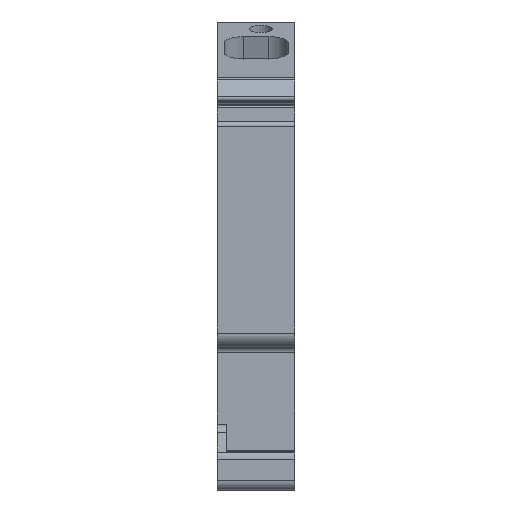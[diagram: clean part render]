
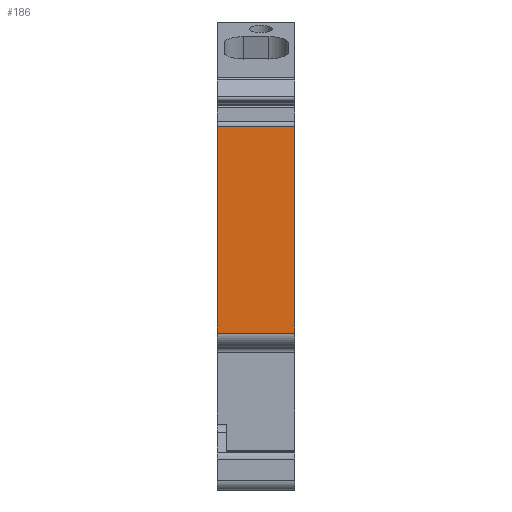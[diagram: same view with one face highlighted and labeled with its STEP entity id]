
A CAD part, left-side view. The second image highlights one B-rep face of the part: STEP entity #186.
In plain terms, the highlighted planar face has unit normal (-1, 0, 0).
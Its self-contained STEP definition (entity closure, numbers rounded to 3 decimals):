
#186 = ADVANCED_FACE( '', ( #506 ), #507, .F. );
#506 = FACE_OUTER_BOUND( '', #966, .T. );
#507 = PLANE( '', #967 );
#966 = EDGE_LOOP( '', ( #1465, #1466, #1467, #1468 ) );
#967 = AXIS2_PLACEMENT_3D( '', #1469, #1470, #1471 );
#1465 = ORIENTED_EDGE( '', *, *, #2873, .T. );
#1466 = ORIENTED_EDGE( '', *, *, #2874, .F. );
#1467 = ORIENTED_EDGE( '', *, *, #2875, .F. );
#1468 = ORIENTED_EDGE( '', *, *, #2876, .T. );
#1469 = CARTESIAN_POINT( '', ( -36.626, 8., 12.276 ) );
#1470 = DIRECTION( '', ( 1., 0., 0. ) );
#1471 = DIRECTION( '', ( 0., 0., -1. ) );
#2873 = EDGE_CURVE( '', #3503, #3504, #3505, .T. );
#2874 = EDGE_CURVE( '', #3506, #3504, #3507, .T. );
#2875 = EDGE_CURVE( '', #3508, #3506, #3509, .T. );
#2876 = EDGE_CURVE( '', #3508, #3503, #3510, .T. );
#3503 = VERTEX_POINT( '', #4381 );
#3504 = VERTEX_POINT( '', #4382 );
#3505 = LINE( '', #4383, #4384 );
#3506 = VERTEX_POINT( '', #4385 );
#3507 = LINE( '', #4386, #4387 );
#3508 = VERTEX_POINT( '', #4388 );
#3509 = LINE( '', #4389, #4390 );
#3510 = LINE( '', #4391, #4392 );
#4381 = CARTESIAN_POINT( '', ( -36.626, 0., -8.945 ) );
#4382 = CARTESIAN_POINT( '', ( -36.626, 0., 12.276 ) );
#4383 = CARTESIAN_POINT( '', ( -36.626, 0., 12.276 ) );
#4384 = VECTOR( '', #5463, 1000. );
#4385 = CARTESIAN_POINT( '', ( -36.626, 8., 12.276 ) );
#4386 = CARTESIAN_POINT( '', ( -36.626, 8., 12.276 ) );
#4387 = VECTOR( '', #5464, 1000. );
#4388 = CARTESIAN_POINT( '', ( -36.626, 8., -8.945 ) );
#4389 = CARTESIAN_POINT( '', ( -36.626, 8., -8.377 ) );
#4390 = VECTOR( '', #5465, 1000. );
#4391 = CARTESIAN_POINT( '', ( -36.626, 8., -8.945 ) );
#4392 = VECTOR( '', #5466, 1000. );
#5463 = DIRECTION( '', ( 0., 0., 1. ) );
#5464 = DIRECTION( '', ( 0., -1., 0. ) );
#5465 = DIRECTION( '', ( 0., 0., 1. ) );
#5466 = DIRECTION( '', ( 0., -1., 0. ) );
